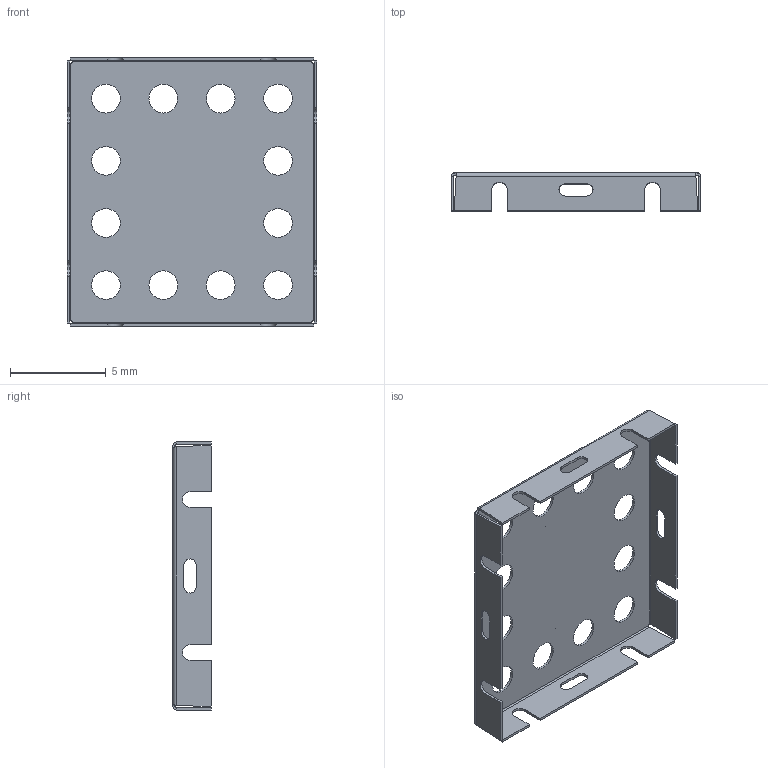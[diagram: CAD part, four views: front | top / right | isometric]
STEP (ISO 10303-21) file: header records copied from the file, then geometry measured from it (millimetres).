
FILE_DESCRIPTION((''),'2;1');
FILE_NAME('BMI-S-201-C','2020-06-25T10:22:57',('Tim.Wrona'),('LAIRD'),'CREO PARAMETRIC BY PTC INC, 2018020','CREO PARAMETRIC BY PTC INC, 2018020','');
FILE_SCHEMA(('AUTOMOTIVE_DESIGN { 1 0 10303 214 1 1 1 1 }'));
Length unit declared in the file: millimetre
Products named in the file (1): BMI-S-201-C
Bounding box: 13.06 x 2 x 14.02 mm (x, y, z)
Volume: 31.5 mm3; surface area: 511.1 mm2
Topology: 1 solids, 1 shells, 458 faces, 1270 edges, 836 vertices
Faces by surface type: plane 390, cylinder 52, bspline 16
Entity records: 15324 total; most frequent: CARTESIAN_POINT 3112, ORIENTED_EDGE 2540, DIRECTION 2223, EDGE_CURVE 1270, VECTOR 1150, LINE 1150, VERTEX_POINT 836, AXIS2_PLACEMENT_3D 535
